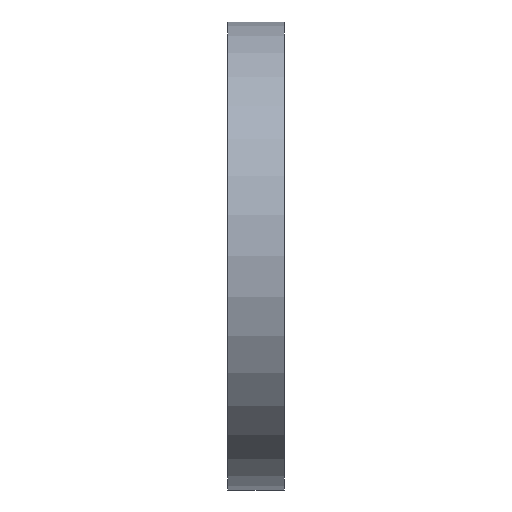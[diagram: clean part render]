
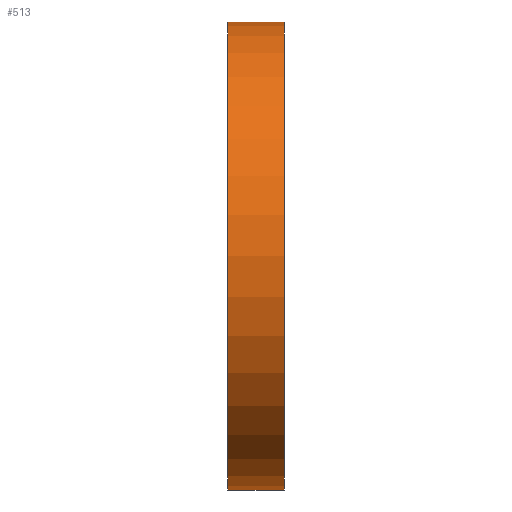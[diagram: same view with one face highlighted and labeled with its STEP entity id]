
A CAD part, left-side view. The second image highlights one B-rep face of the part: STEP entity #513.
In plain terms, the highlighted cylindrical face has radius 100 mm (diameter 200 mm), a partial arc.
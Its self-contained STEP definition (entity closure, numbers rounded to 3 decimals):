
#11 = CYLINDRICAL_SURFACE ( 'NONE', #350, 100. ) ;
#27 = CARTESIAN_POINT ( 'NONE',  ( 0., 24., 0. ) ) ;
#65 = EDGE_CURVE ( 'NONE', #454, #470, #413, .T. ) ;
#67 = FACE_OUTER_BOUND ( 'NONE', #706, .T. ) ;
#78 = DIRECTION ( 'NONE',  ( 0., -1., 0. ) ) ;
#118 = AXIS2_PLACEMENT_3D ( 'NONE', #318, #749, #685 ) ;
#148 = DIRECTION ( 'NONE',  ( 0., 0., -1. ) ) ;
#154 = DIRECTION ( 'NONE',  ( 0., -1., 0. ) ) ;
#170 = EDGE_CURVE ( 'NONE', #470, #620, #612, .T. ) ;
#181 = CARTESIAN_POINT ( 'NONE',  ( 0., 24., 100. ) ) ;
#190 = CARTESIAN_POINT ( 'NONE',  ( 0., 24., 100. ) ) ;
#200 = CARTESIAN_POINT ( 'NONE',  ( 0., 24., 0. ) ) ;
#214 = CARTESIAN_POINT ( 'NONE',  ( 0., 0., -100. ) ) ;
#270 = CARTESIAN_POINT ( 'NONE',  ( 0., 0., 100. ) ) ;
#318 = CARTESIAN_POINT ( 'NONE',  ( 0., 0., 0. ) ) ;
#330 = VERTEX_POINT ( 'NONE', #214 ) ;
#350 = AXIS2_PLACEMENT_3D ( 'NONE', #200, #154, #148 ) ;
#373 = DIRECTION ( 'NONE',  ( 0., 0., 1. ) ) ;
#413 = CIRCLE ( 'NONE', #762, 100. ) ;
#419 = CARTESIAN_POINT ( 'NONE',  ( 0., 24., -100. ) ) ;
#431 = CARTESIAN_POINT ( 'NONE',  ( 0., 24., -100. ) ) ;
#445 = ORIENTED_EDGE ( 'NONE', *, *, #65, .F. ) ;
#450 = CIRCLE ( 'NONE', #118, 100. ) ;
#454 = VERTEX_POINT ( 'NONE', #419 ) ;
#470 = VERTEX_POINT ( 'NONE', #181 ) ;
#492 = EDGE_CURVE ( 'NONE', #454, #330, #654, .T. ) ;
#513 = ADVANCED_FACE ( 'NONE', ( #67 ), #11, .T. ) ;
#530 = ORIENTED_EDGE ( 'NONE', *, *, #492, .T. ) ;
#532 = DIRECTION ( 'NONE',  ( 0., 1., 0. ) ) ;
#549 = EDGE_CURVE ( 'NONE', #330, #620, #450, .T. ) ;
#578 = ORIENTED_EDGE ( 'NONE', *, *, #170, .F. ) ;
#612 = LINE ( 'NONE', #190, #704 ) ;
#620 = VERTEX_POINT ( 'NONE', #270 ) ;
#654 = LINE ( 'NONE', #431, #723 ) ;
#657 = ORIENTED_EDGE ( 'NONE', *, *, #549, .T. ) ;
#664 = DIRECTION ( 'NONE',  ( 0., -1., 0. ) ) ;
#685 = DIRECTION ( 'NONE',  ( 0., 0., 1. ) ) ;
#704 = VECTOR ( 'NONE', #664, 1000. ) ;
#706 = EDGE_LOOP ( 'NONE', ( #578, #445, #530, #657 ) ) ;
#723 = VECTOR ( 'NONE', #78, 1000. ) ;
#749 = DIRECTION ( 'NONE',  ( 0., 1., 0. ) ) ;
#762 = AXIS2_PLACEMENT_3D ( 'NONE', #27, #532, #373 ) ;
